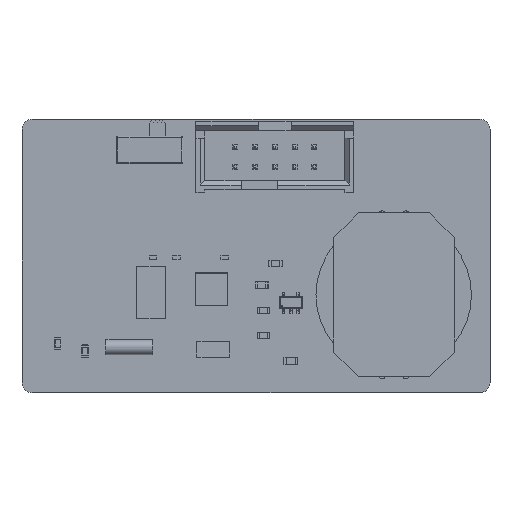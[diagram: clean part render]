
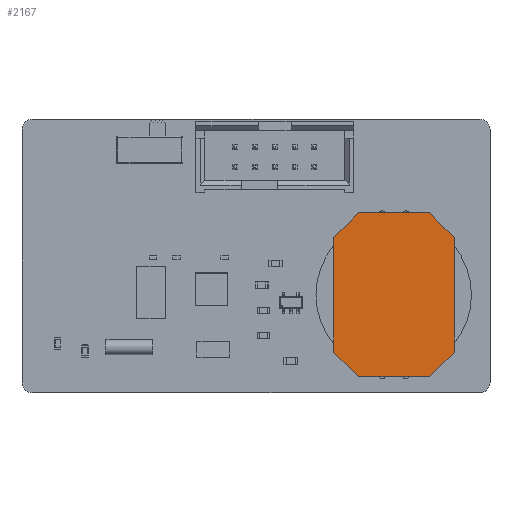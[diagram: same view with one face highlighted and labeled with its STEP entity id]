
A CAD part, top view. The second image highlights one B-rep face of the part: STEP entity #2167.
In plain terms, the highlighted planar face has unit normal (0, 0, 1).
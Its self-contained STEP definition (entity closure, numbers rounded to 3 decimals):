
#1545 = VERTEX_POINT('',#1546);
#1546 = CARTESIAN_POINT('',(-4.572,-10.541,4.318));
#1553 = PLANE('',#1554);
#1554 = AXIS2_PLACEMENT_3D('',#1555,#1556,#1557);
#1555 = CARTESIAN_POINT('',(-4.572,-10.541,0.));
#1556 = DIRECTION('',(-0.707,-0.707,0.));
#1557 = DIRECTION('',(-0.707,0.707,0.));
#1565 = PLANE('',#1566);
#1566 = AXIS2_PLACEMENT_3D('',#1567,#1568,#1569);
#1567 = CARTESIAN_POINT('',(4.572,-10.541,0.));
#1568 = DIRECTION('',(0.,-1.,0.));
#1569 = DIRECTION('',(-1.,0.,0.));
#1577 = EDGE_CURVE('',#1545,#1578,#1580,.T.);
#1578 = VERTEX_POINT('',#1579);
#1579 = CARTESIAN_POINT('',(-7.747,-7.366,4.318));
#1580 = SURFACE_CURVE('',#1581,(#1585,#1592),.PCURVE_S1.);
#1581 = LINE('',#1582,#1583);
#1582 = CARTESIAN_POINT('',(-4.572,-10.541,4.318));
#1583 = VECTOR('',#1584,1.);
#1584 = DIRECTION('',(-0.707,0.707,0.));
#1585 = PCURVE('',#1553,#1586);
#1586 = DEFINITIONAL_REPRESENTATION('',(#1587),#1591);
#1587 = LINE('',#1588,#1589);
#1588 = CARTESIAN_POINT('',(0.,-4.318));
#1589 = VECTOR('',#1590,1.);
#1590 = DIRECTION('',(1.,0.));
#1591 = ( GEOMETRIC_REPRESENTATION_CONTEXT(2) 
PARAMETRIC_REPRESENTATION_CONTEXT() REPRESENTATION_CONTEXT('2D SPACE',''
  ) );
#1592 = PCURVE('',#1593,#1598);
#1593 = PLANE('',#1594);
#1594 = AXIS2_PLACEMENT_3D('',#1595,#1596,#1597);
#1595 = CARTESIAN_POINT('',(-4.572,-10.541,4.318));
#1596 = DIRECTION('',(0.,0.,1.));
#1597 = DIRECTION('',(1.,0.,0.));
#1598 = DEFINITIONAL_REPRESENTATION('',(#1599),#1603);
#1599 = LINE('',#1600,#1601);
#1600 = CARTESIAN_POINT('',(0.,0.));
#1601 = VECTOR('',#1602,1.);
#1602 = DIRECTION('',(-0.707,0.707));
#1603 = ( GEOMETRIC_REPRESENTATION_CONTEXT(2) 
PARAMETRIC_REPRESENTATION_CONTEXT() REPRESENTATION_CONTEXT('2D SPACE',''
  ) );
#1621 = PLANE('',#1622);
#1622 = AXIS2_PLACEMENT_3D('',#1623,#1624,#1625);
#1623 = CARTESIAN_POINT('',(-7.747,-7.366,0.));
#1624 = DIRECTION('',(-1.,0.,0.));
#1625 = DIRECTION('',(0.,1.,0.));
#1663 = EDGE_CURVE('',#1578,#1664,#1666,.T.);
#1664 = VERTEX_POINT('',#1665);
#1665 = CARTESIAN_POINT('',(-7.747,7.366,4.318));
#1666 = SURFACE_CURVE('',#1667,(#1671,#1678),.PCURVE_S1.);
#1667 = LINE('',#1668,#1669);
#1668 = CARTESIAN_POINT('',(-7.747,-7.366,4.318));
#1669 = VECTOR('',#1670,1.);
#1670 = DIRECTION('',(0.,1.,0.));
#1671 = PCURVE('',#1621,#1672);
#1672 = DEFINITIONAL_REPRESENTATION('',(#1673),#1677);
#1673 = LINE('',#1674,#1675);
#1674 = CARTESIAN_POINT('',(0.,-4.318));
#1675 = VECTOR('',#1676,1.);
#1676 = DIRECTION('',(1.,0.));
#1677 = ( GEOMETRIC_REPRESENTATION_CONTEXT(2) 
PARAMETRIC_REPRESENTATION_CONTEXT() REPRESENTATION_CONTEXT('2D SPACE',''
  ) );
#1678 = PCURVE('',#1593,#1679);
#1679 = DEFINITIONAL_REPRESENTATION('',(#1680),#1684);
#1680 = LINE('',#1681,#1682);
#1681 = CARTESIAN_POINT('',(-3.175,3.175));
#1682 = VECTOR('',#1683,1.);
#1683 = DIRECTION('',(0.,1.));
#1684 = ( GEOMETRIC_REPRESENTATION_CONTEXT(2) 
PARAMETRIC_REPRESENTATION_CONTEXT() REPRESENTATION_CONTEXT('2D SPACE',''
  ) );
#1702 = PLANE('',#1703);
#1703 = AXIS2_PLACEMENT_3D('',#1704,#1705,#1706);
#1704 = CARTESIAN_POINT('',(-7.747,7.366,0.));
#1705 = DIRECTION('',(-0.707,0.707,0.));
#1706 = DIRECTION('',(0.707,0.707,0.));
#1739 = EDGE_CURVE('',#1664,#1740,#1742,.T.);
#1740 = VERTEX_POINT('',#1741);
#1741 = CARTESIAN_POINT('',(-4.572,10.541,4.318));
#1742 = SURFACE_CURVE('',#1743,(#1747,#1754),.PCURVE_S1.);
#1743 = LINE('',#1744,#1745);
#1744 = CARTESIAN_POINT('',(-7.747,7.366,4.318));
#1745 = VECTOR('',#1746,1.);
#1746 = DIRECTION('',(0.707,0.707,0.));
#1747 = PCURVE('',#1702,#1748);
#1748 = DEFINITIONAL_REPRESENTATION('',(#1749),#1753);
#1749 = LINE('',#1750,#1751);
#1750 = CARTESIAN_POINT('',(0.,-4.318));
#1751 = VECTOR('',#1752,1.);
#1752 = DIRECTION('',(1.,0.));
#1753 = ( GEOMETRIC_REPRESENTATION_CONTEXT(2) 
PARAMETRIC_REPRESENTATION_CONTEXT() REPRESENTATION_CONTEXT('2D SPACE',''
  ) );
#1754 = PCURVE('',#1593,#1755);
#1755 = DEFINITIONAL_REPRESENTATION('',(#1756),#1760);
#1756 = LINE('',#1757,#1758);
#1757 = CARTESIAN_POINT('',(-3.175,17.907));
#1758 = VECTOR('',#1759,1.);
#1759 = DIRECTION('',(0.707,0.707));
#1760 = ( GEOMETRIC_REPRESENTATION_CONTEXT(2) 
PARAMETRIC_REPRESENTATION_CONTEXT() REPRESENTATION_CONTEXT('2D SPACE',''
  ) );
#1778 = PLANE('',#1779);
#1779 = AXIS2_PLACEMENT_3D('',#1780,#1781,#1782);
#1780 = CARTESIAN_POINT('',(-4.572,10.541,0.));
#1781 = DIRECTION('',(0.,1.,0.));
#1782 = DIRECTION('',(1.,0.,0.));
#1815 = EDGE_CURVE('',#1740,#1816,#1818,.T.);
#1816 = VERTEX_POINT('',#1817);
#1817 = CARTESIAN_POINT('',(4.572,10.541,4.318));
#1818 = SURFACE_CURVE('',#1819,(#1823,#1830),.PCURVE_S1.);
#1819 = LINE('',#1820,#1821);
#1820 = CARTESIAN_POINT('',(-4.572,10.541,4.318));
#1821 = VECTOR('',#1822,1.);
#1822 = DIRECTION('',(1.,0.,0.));
#1823 = PCURVE('',#1778,#1824);
#1824 = DEFINITIONAL_REPRESENTATION('',(#1825),#1829);
#1825 = LINE('',#1826,#1827);
#1826 = CARTESIAN_POINT('',(0.,-4.318));
#1827 = VECTOR('',#1828,1.);
#1828 = DIRECTION('',(1.,0.));
#1829 = ( GEOMETRIC_REPRESENTATION_CONTEXT(2) 
PARAMETRIC_REPRESENTATION_CONTEXT() REPRESENTATION_CONTEXT('2D SPACE',''
  ) );
#1830 = PCURVE('',#1593,#1831);
#1831 = DEFINITIONAL_REPRESENTATION('',(#1832),#1836);
#1832 = LINE('',#1833,#1834);
#1833 = CARTESIAN_POINT('',(0.,21.082));
#1834 = VECTOR('',#1835,1.);
#1835 = DIRECTION('',(1.,0.));
#1836 = ( GEOMETRIC_REPRESENTATION_CONTEXT(2) 
PARAMETRIC_REPRESENTATION_CONTEXT() REPRESENTATION_CONTEXT('2D SPACE',''
  ) );
#1854 = PLANE('',#1855);
#1855 = AXIS2_PLACEMENT_3D('',#1856,#1857,#1858);
#1856 = CARTESIAN_POINT('',(4.572,10.541,0.));
#1857 = DIRECTION('',(0.707,0.707,0.));
#1858 = DIRECTION('',(0.707,-0.707,0.));
#1891 = EDGE_CURVE('',#1816,#1892,#1894,.T.);
#1892 = VERTEX_POINT('',#1893);
#1893 = CARTESIAN_POINT('',(7.747,7.366,4.318));
#1894 = SURFACE_CURVE('',#1895,(#1899,#1906),.PCURVE_S1.);
#1895 = LINE('',#1896,#1897);
#1896 = CARTESIAN_POINT('',(4.572,10.541,4.318));
#1897 = VECTOR('',#1898,1.);
#1898 = DIRECTION('',(0.707,-0.707,0.));
#1899 = PCURVE('',#1854,#1900);
#1900 = DEFINITIONAL_REPRESENTATION('',(#1901),#1905);
#1901 = LINE('',#1902,#1903);
#1902 = CARTESIAN_POINT('',(0.,-4.318));
#1903 = VECTOR('',#1904,1.);
#1904 = DIRECTION('',(1.,0.));
#1905 = ( GEOMETRIC_REPRESENTATION_CONTEXT(2) 
PARAMETRIC_REPRESENTATION_CONTEXT() REPRESENTATION_CONTEXT('2D SPACE',''
  ) );
#1906 = PCURVE('',#1593,#1907);
#1907 = DEFINITIONAL_REPRESENTATION('',(#1908),#1912);
#1908 = LINE('',#1909,#1910);
#1909 = CARTESIAN_POINT('',(9.144,21.082));
#1910 = VECTOR('',#1911,1.);
#1911 = DIRECTION('',(0.707,-0.707));
#1912 = ( GEOMETRIC_REPRESENTATION_CONTEXT(2) 
PARAMETRIC_REPRESENTATION_CONTEXT() REPRESENTATION_CONTEXT('2D SPACE',''
  ) );
#1930 = PLANE('',#1931);
#1931 = AXIS2_PLACEMENT_3D('',#1932,#1933,#1934);
#1932 = CARTESIAN_POINT('',(7.747,7.366,0.));
#1933 = DIRECTION('',(1.,0.,0.));
#1934 = DIRECTION('',(0.,-1.,0.));
#1967 = EDGE_CURVE('',#1892,#1968,#1970,.T.);
#1968 = VERTEX_POINT('',#1969);
#1969 = CARTESIAN_POINT('',(7.747,-7.366,4.318));
#1970 = SURFACE_CURVE('',#1971,(#1975,#1982),.PCURVE_S1.);
#1971 = LINE('',#1972,#1973);
#1972 = CARTESIAN_POINT('',(7.747,7.366,4.318));
#1973 = VECTOR('',#1974,1.);
#1974 = DIRECTION('',(0.,-1.,0.));
#1975 = PCURVE('',#1930,#1976);
#1976 = DEFINITIONAL_REPRESENTATION('',(#1977),#1981);
#1977 = LINE('',#1978,#1979);
#1978 = CARTESIAN_POINT('',(0.,-4.318));
#1979 = VECTOR('',#1980,1.);
#1980 = DIRECTION('',(1.,0.));
#1981 = ( GEOMETRIC_REPRESENTATION_CONTEXT(2) 
PARAMETRIC_REPRESENTATION_CONTEXT() REPRESENTATION_CONTEXT('2D SPACE',''
  ) );
#1982 = PCURVE('',#1593,#1983);
#1983 = DEFINITIONAL_REPRESENTATION('',(#1984),#1988);
#1984 = LINE('',#1985,#1986);
#1985 = CARTESIAN_POINT('',(12.319,17.907));
#1986 = VECTOR('',#1987,1.);
#1987 = DIRECTION('',(0.,-1.));
#1988 = ( GEOMETRIC_REPRESENTATION_CONTEXT(2) 
PARAMETRIC_REPRESENTATION_CONTEXT() REPRESENTATION_CONTEXT('2D SPACE',''
  ) );
#2006 = PLANE('',#2007);
#2007 = AXIS2_PLACEMENT_3D('',#2008,#2009,#2010);
#2008 = CARTESIAN_POINT('',(7.747,-7.366,0.));
#2009 = DIRECTION('',(0.707,-0.707,0.));
#2010 = DIRECTION('',(-0.707,-0.707,0.));
#2043 = EDGE_CURVE('',#1968,#2044,#2046,.T.);
#2044 = VERTEX_POINT('',#2045);
#2045 = CARTESIAN_POINT('',(4.572,-10.541,4.318));
#2046 = SURFACE_CURVE('',#2047,(#2051,#2058),.PCURVE_S1.);
#2047 = LINE('',#2048,#2049);
#2048 = CARTESIAN_POINT('',(7.747,-7.366,4.318));
#2049 = VECTOR('',#2050,1.);
#2050 = DIRECTION('',(-0.707,-0.707,0.));
#2051 = PCURVE('',#2006,#2052);
#2052 = DEFINITIONAL_REPRESENTATION('',(#2053),#2057);
#2053 = LINE('',#2054,#2055);
#2054 = CARTESIAN_POINT('',(0.,-4.318));
#2055 = VECTOR('',#2056,1.);
#2056 = DIRECTION('',(1.,0.));
#2057 = ( GEOMETRIC_REPRESENTATION_CONTEXT(2) 
PARAMETRIC_REPRESENTATION_CONTEXT() REPRESENTATION_CONTEXT('2D SPACE',''
  ) );
#2058 = PCURVE('',#1593,#2059);
#2059 = DEFINITIONAL_REPRESENTATION('',(#2060),#2064);
#2060 = LINE('',#2061,#2062);
#2061 = CARTESIAN_POINT('',(12.319,3.175));
#2062 = VECTOR('',#2063,1.);
#2063 = DIRECTION('',(-0.707,-0.707));
#2064 = ( GEOMETRIC_REPRESENTATION_CONTEXT(2) 
PARAMETRIC_REPRESENTATION_CONTEXT() REPRESENTATION_CONTEXT('2D SPACE',''
  ) );
#2114 = EDGE_CURVE('',#2044,#1545,#2115,.T.);
#2115 = SURFACE_CURVE('',#2116,(#2120,#2127),.PCURVE_S1.);
#2116 = LINE('',#2117,#2118);
#2117 = CARTESIAN_POINT('',(4.572,-10.541,4.318));
#2118 = VECTOR('',#2119,1.);
#2119 = DIRECTION('',(-1.,0.,0.));
#2120 = PCURVE('',#1565,#2121);
#2121 = DEFINITIONAL_REPRESENTATION('',(#2122),#2126);
#2122 = LINE('',#2123,#2124);
#2123 = CARTESIAN_POINT('',(0.,-4.318));
#2124 = VECTOR('',#2125,1.);
#2125 = DIRECTION('',(1.,0.));
#2126 = ( GEOMETRIC_REPRESENTATION_CONTEXT(2) 
PARAMETRIC_REPRESENTATION_CONTEXT() REPRESENTATION_CONTEXT('2D SPACE',''
  ) );
#2127 = PCURVE('',#1593,#2128);
#2128 = DEFINITIONAL_REPRESENTATION('',(#2129),#2133);
#2129 = LINE('',#2130,#2131);
#2130 = CARTESIAN_POINT('',(9.144,0.));
#2131 = VECTOR('',#2132,1.);
#2132 = DIRECTION('',(-1.,0.));
#2133 = ( GEOMETRIC_REPRESENTATION_CONTEXT(2) 
PARAMETRIC_REPRESENTATION_CONTEXT() REPRESENTATION_CONTEXT('2D SPACE',''
  ) );
#2167 = ADVANCED_FACE('',(#2168),#1593,.T.);
#2168 = FACE_BOUND('',#2169,.F.);
#2169 = EDGE_LOOP('',(#2170,#2171,#2172,#2173,#2174,#2175,#2176,#2177));
#2170 = ORIENTED_EDGE('',*,*,#1577,.T.);
#2171 = ORIENTED_EDGE('',*,*,#1663,.T.);
#2172 = ORIENTED_EDGE('',*,*,#1739,.T.);
#2173 = ORIENTED_EDGE('',*,*,#1815,.T.);
#2174 = ORIENTED_EDGE('',*,*,#1891,.T.);
#2175 = ORIENTED_EDGE('',*,*,#1967,.T.);
#2176 = ORIENTED_EDGE('',*,*,#2043,.T.);
#2177 = ORIENTED_EDGE('',*,*,#2114,.T.);
